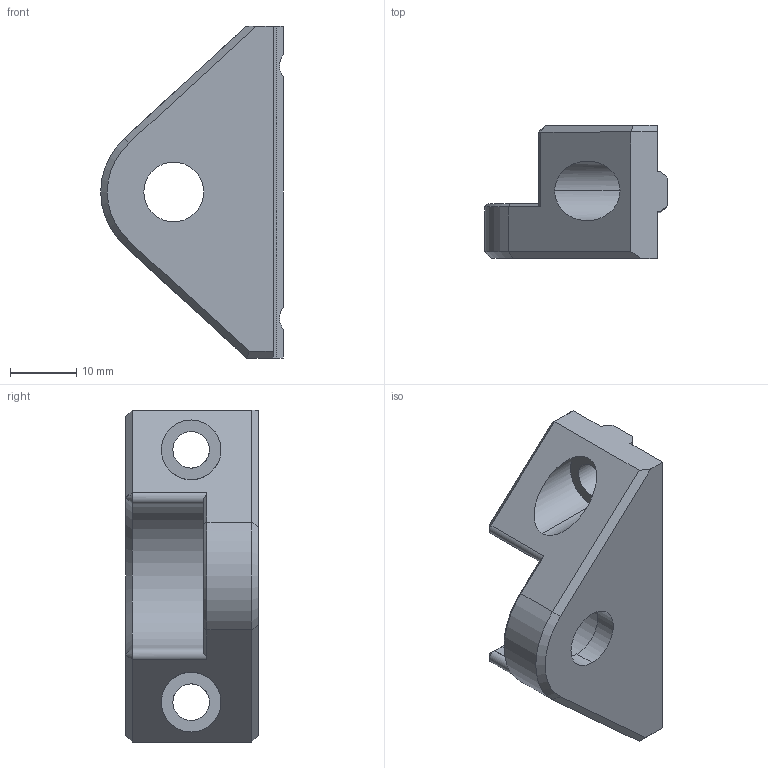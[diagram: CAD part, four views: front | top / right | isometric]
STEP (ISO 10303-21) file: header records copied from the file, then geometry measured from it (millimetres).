
FILE_DESCRIPTION (( 'STEP AP203' ), '1' );
FILE_NAME ('z_table_wheel_mount_top.STEP', '2019-06-25T20:12:21', ( '' ), ( '' ), 'SwSTEP 2.0', 'SolidWorks 2018', '' );
FILE_SCHEMA (( 'CONFIG_CONTROL_DESIGN' ));
Length unit declared in the file: millimetre
Products named in the file (1): z_table_wheel_mount_top
Bounding box: 27.5 x 20 x 50 mm (x, y, z)
Volume: 11006.6 mm3; surface area: 4888.4 mm2
Topology: 1 solids, 1 shells, 55 faces, 143 edges, 88 vertices
Faces by surface type: plane 28, cylinder 19, cone 8
Entity records: 1739 total; most frequent: CARTESIAN_POINT 314, DIRECTION 286, ORIENTED_EDGE 280, EDGE_CURVE 140, AXIS2_PLACEMENT_3D 100, VERTEX_POINT 88, VECTOR 86, LINE 86
